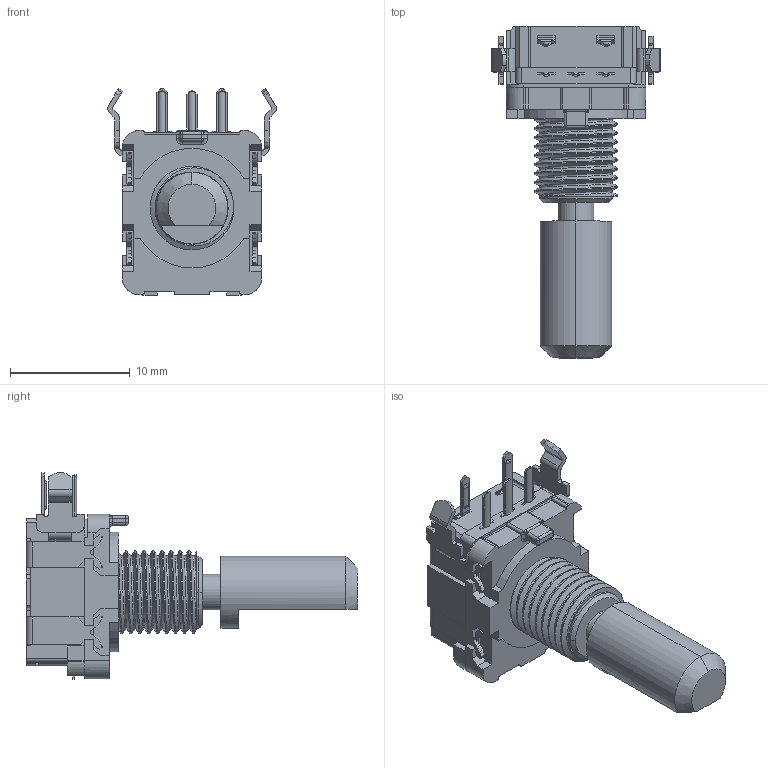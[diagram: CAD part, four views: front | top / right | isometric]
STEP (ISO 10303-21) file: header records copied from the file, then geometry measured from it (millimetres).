
FILE_DESCRIPTION (( 'STEP AP214' ), '1' );
FILE_NAME ('EC11B15242B1.STEP', '2020-09-18T13:46:07', ( '' ), ( '' ), 'SwSTEP 2.0', 'SolidWorks 2018', '' );
FILE_SCHEMA (( 'AUTOMOTIVE_DESIGN' ));
Length unit declared in the file: millimetre
Products named in the file (1): EC11B15242B1
Bounding box: 14.1 x 27.75 x 17.3 mm (x, y, z)
Volume: 1542.2 mm3; surface area: 1486.4 mm2
Topology: 1 solids, 9 shells, 589 faces, 1603 edges, 1037 vertices
Faces by surface type: plane 400, cylinder 156, sphere 16, bspline 7, cone 6, torus 4
Entity records: 26918 total; most frequent: CARTESIAN_POINT 5976, ORIENTED_EDGE 3182, DIRECTION 3009, EDGE_CURVE 1591, VECTOR 1195, LINE 1195, VERTEX_POINT 1037, AXIS2_PLACEMENT_3D 907
